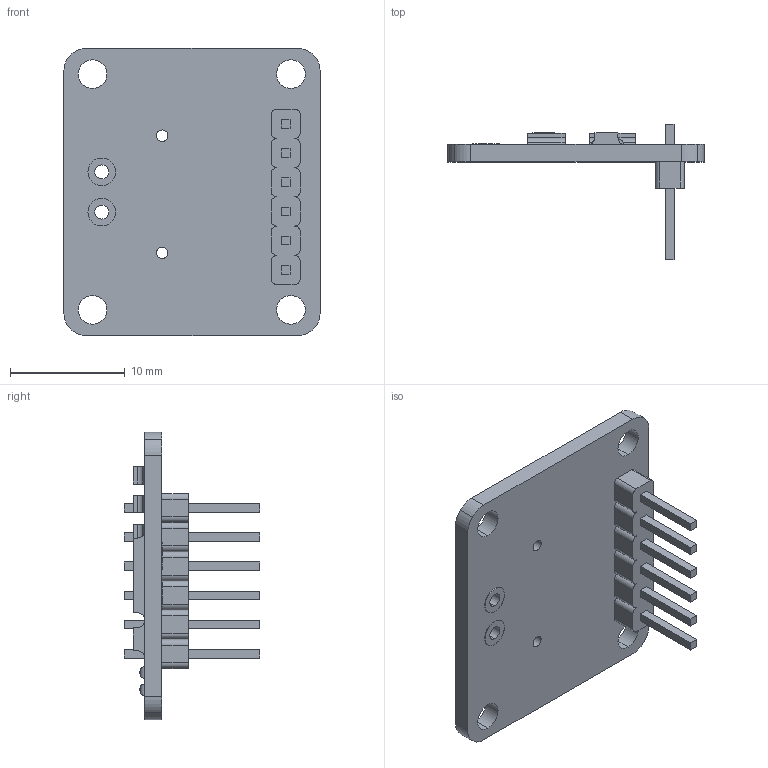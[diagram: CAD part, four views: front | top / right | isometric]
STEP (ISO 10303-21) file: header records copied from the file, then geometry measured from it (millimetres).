
FILE_DESCRIPTION (( 'STEP AP214' ), '1' );
FILE_NAME ('INA219.STEP', '2019-06-19T13:05:01', ( '' ), ( '' ), 'SwSTEP 2.0', 'SolidWorks 2018', '' );
FILE_SCHEMA (( 'AUTOMOTIVE_DESIGN' ));
Length unit declared in the file: millimetre
Products named in the file (3): 6 Header-Pin; Placa; INA219
Assembly tree (2 placements, depth 2):
  INA219
    6 Header-Pin
    Placa
Bounding box: 22.3 x 11.75 x 25 mm (x, y, z)
Volume: 954.7 mm3; surface area: 1693.4 mm2
Topology: 2 solids, 2 shells, 1067 faces, 2922 edges, 1948 vertices
Faces by surface type: plane 858, cylinder 122, bspline 87
Entity records: 45891 total; most frequent: CARTESIAN_POINT 8333, ORIENTED_EDGE 5844, DIRECTION 4914, EDGE_CURVE 2922, LINE 2520, VECTOR 2520, VERTEX_POINT 1948, AXIS2_PLACEMENT_3D 1197
